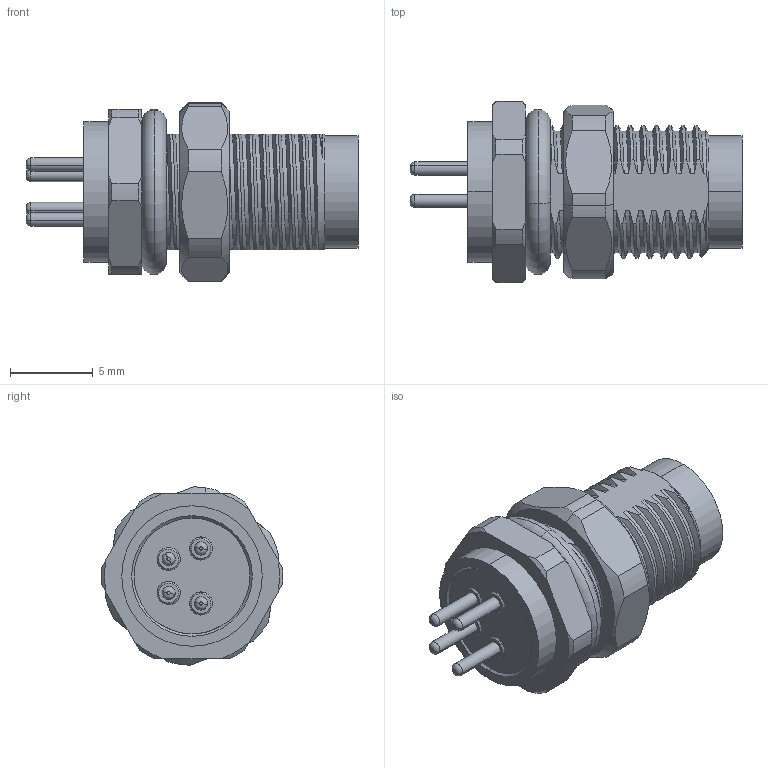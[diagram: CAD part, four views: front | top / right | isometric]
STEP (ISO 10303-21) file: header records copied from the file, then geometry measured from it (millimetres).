
FILE_DESCRIPTION (( 'STEP AP203' ), '1' );
FILE_NAME ('54-00276_A.STEP', '2022-05-10T18:12:09', ( '' ), ( '' ), 'SwSTEP 2.0', 'SolidWorks 2021', '' );
FILE_SCHEMA (( 'CONFIG_CONTROL_DESIGN' ));
Length unit declared in the file: millimetre
Products named in the file (6): 54-00276-03___; 54-00276-04___; 54-00276-05___; 54-00276-01___; 54-00276-02; 54-00276_A
Assembly tree (8 placements, depth 2):
  54-00276_A
    54-00276-01___
    54-00276-02
    54-00276-03___  x4
    54-00276-04___
    54-00276-05___
Bounding box: 20.1 x 10.99 x 10.8 mm (x, y, z)
Volume: 885.2 mm3; surface area: 2253.1 mm2
Topology: 8 solids, 8 shells, 341 faces, 838 edges, 536 vertices
Faces by surface type: cylinder 149, bspline 56, plane 56, cone 52, torus 28
Entity records: 33090 total; most frequent: CARTESIAN_POINT 26760, ORIENTED_EDGE 1352, DIRECTION 986, EDGE_CURVE 676, VERTEX_POINT 440, AXIS2_PLACEMENT_3D 385, EDGE_LOOP 282, FACE_OUTER_BOUND 257
